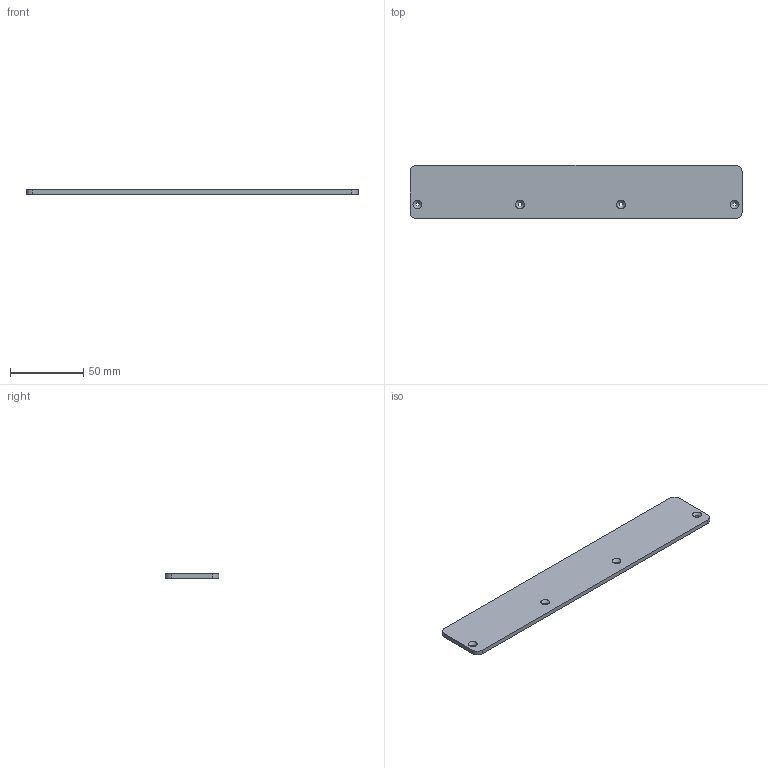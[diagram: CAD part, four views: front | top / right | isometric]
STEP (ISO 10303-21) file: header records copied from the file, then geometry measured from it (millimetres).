
FILE_DESCRIPTION(/* description */ (''),/* implementation_level */ '2;1');
FILE_NAME(/* name */ 'Weight.step',/* time_stamp */ '2022-12-20T17:06:55Z',/* author */ (''),/* organization */ (''),/* preprocessor_version */ 'ST-DEVELOPER v19.2',/* originating_system */ 'Autodesk Translation Framework v11.17.0.187',/* authorisation */ '');
FILE_SCHEMA (('AUTOMOTIVE_DESIGN { 1 0 10303 214 3 1 1 }'));
Length unit declared in the file: millimetre
Products named in the file (2): Weight; Component1
Assembly tree (1 placements, depth 2):
  Weight
    Component1
Bounding box: 226.33 x 36.43 x 3 mm (x, y, z)
Volume: 24555.1 mm3; surface area: 18048.7 mm2
Topology: 1 solids, 1 shells, 18 faces, 44 edges, 28 vertices
Faces by surface type: cylinder 8, plane 6, cone 4
Full cylindrical faces by diameter (mm): 2.529 x4
Entity records: 612 total; most frequent: DIRECTION 106, CARTESIAN_POINT 93, ORIENTED_EDGE 88, EDGE_CURVE 44, AXIS2_PLACEMENT_3D 41, VERTEX_POINT 28, EDGE_LOOP 26, LINE 24
